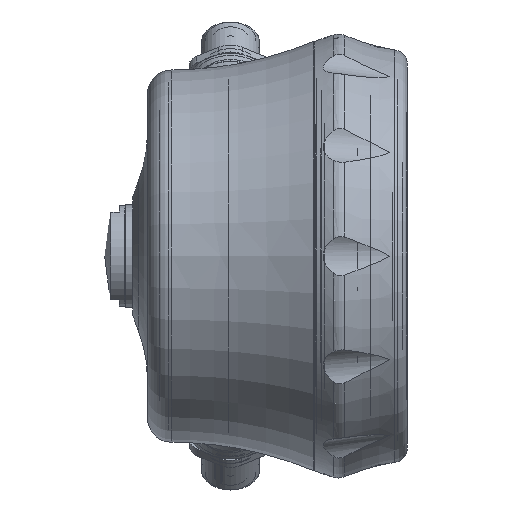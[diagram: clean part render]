
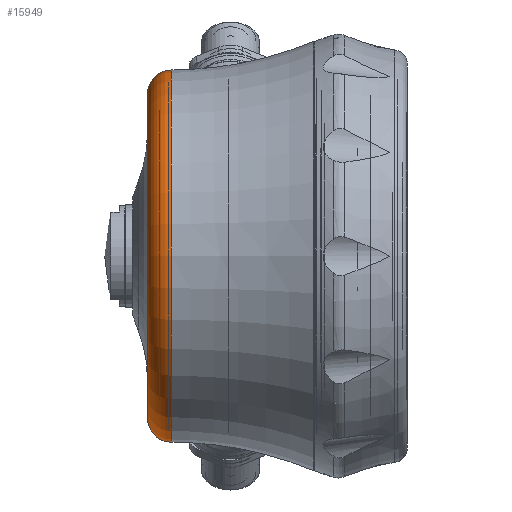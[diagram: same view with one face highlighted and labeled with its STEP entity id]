
A CAD part, front view. The second image highlights one B-rep face of the part: STEP entity #15949.
In plain terms, the highlighted toroidal (fillet/blend) face has major radius 33.267 mm and minor radius 4.9 mm.
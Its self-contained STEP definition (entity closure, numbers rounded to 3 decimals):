
#166=TOROIDAL_SURFACE('',#16991,33.266,4.9);
#3768=ORIENTED_EDGE('',*,*,#5874,.T.);
#3769=ORIENTED_EDGE('',*,*,#5878,.F.);
#5874=EDGE_CURVE('',#7135,#7135,#7833,.T.);
#5878=EDGE_CURVE('',#7138,#7138,#7837,.T.);
#7135=VERTEX_POINT('',#24478);
#7138=VERTEX_POINT('',#24489);
#7833=CIRCLE('',#16984,33.266);
#7837=CIRCLE('',#16992,38.166);
#8736=EDGE_LOOP('',(#3768));
#8737=EDGE_LOOP('',(#3769));
#9755=FACE_BOUND('',#8736,.T.);
#9756=FACE_BOUND('',#8737,.T.);
#15949=ADVANCED_FACE('',(#9755,#9756),#166,.T.);
#16984=AXIS2_PLACEMENT_3D('',#24477,#19470,#19471);
#16991=AXIS2_PLACEMENT_3D('',#24487,#19484,#19485);
#16992=AXIS2_PLACEMENT_3D('',#24488,#19486,#19487);
#19470=DIRECTION('',(1.,0.,0.));
#19471=DIRECTION('',(0.,1.,0.));
#19484=DIRECTION('',(1.,0.,0.));
#19485=DIRECTION('',(0.,-1.,0.006));
#19486=DIRECTION('',(1.,0.,0.));
#19487=DIRECTION('',(0.,-1.,0.));
#24477=CARTESIAN_POINT('',(-19.,-87.4,0.));
#24478=CARTESIAN_POINT('',(-19.,-54.134,0.));
#24487=CARTESIAN_POINT('',(-14.1,-87.4,0.));
#24488=CARTESIAN_POINT('',(-14.1,-87.4,0.));
#24489=CARTESIAN_POINT('',(-14.1,-125.566,0.));
